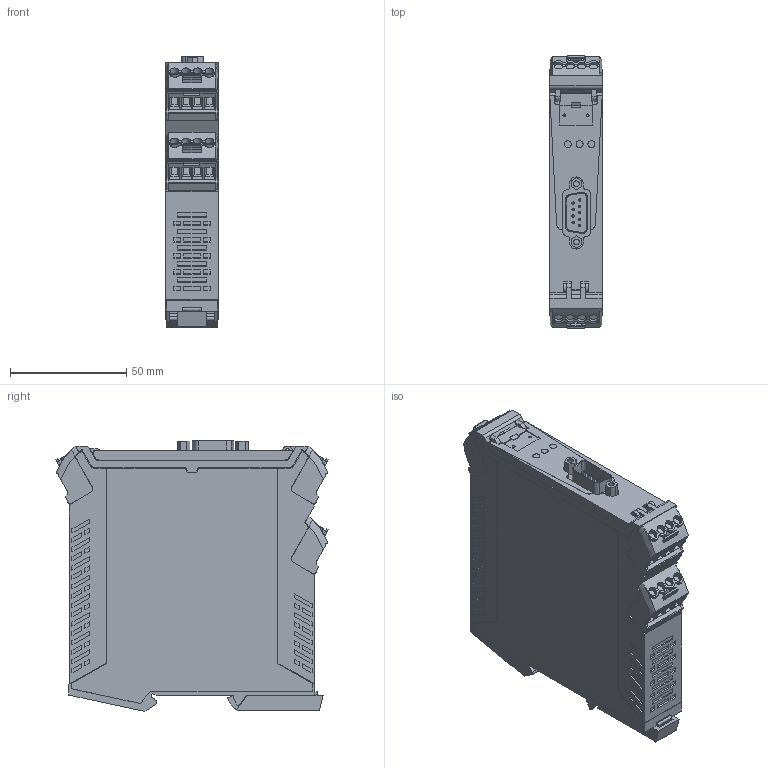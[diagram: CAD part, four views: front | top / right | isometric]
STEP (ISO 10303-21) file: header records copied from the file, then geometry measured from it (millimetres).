
FILE_DESCRIPTION(('CATIA V5 STEP Exchange','CAx-IF Rec.Pracs.--- Model Styling and Organization---1.5--- 2016-08-15','CAx-IF Rec.Pracs.---Supplemental Geometry---1.0---2011-11-01','CAx-IF Rec.Pracs.--- Composite Materials ---1.1---2010-07-15'),'2;1');
FILE_NAME ('D1635873_0', '2024-11-22T10:02:59+00:00', ('none'), ('Weidmueller'), 'CATIA Version 5-6 Release 2022 SP4 HF5', 'CATIA V5 STEP AP214 v3', 'none');
FILE_SCHEMA(('AUTOMOTIVE_DESIGN { 1 0 10303 214 1 1 1 1 }'));
Products named in the file (1): S3D_ACT20P_RS232_RS485-422_S
Bounding box: 22.5 x 117.21 x 116.39 mm (x, y, z)
Volume: 255648.3 mm3; surface area: 46757.2 mm2
Topology: 2 solids, 2 shells, 1854 faces, 5197 edges, 3492 vertices
Faces by surface type: plane 1462, cylinder 311, extrusion 33, sphere 22, bspline 14, revolution 12
Entity records: 57915 total; most frequent: CARTESIAN_POINT 12645, ORIENTED_EDGE 10342, DIRECTION 6568, EDGE_CURVE 5171, VECTOR 4137, LINE 4104, VERTEX_POINT 3492, EDGE_LOOP 2049
